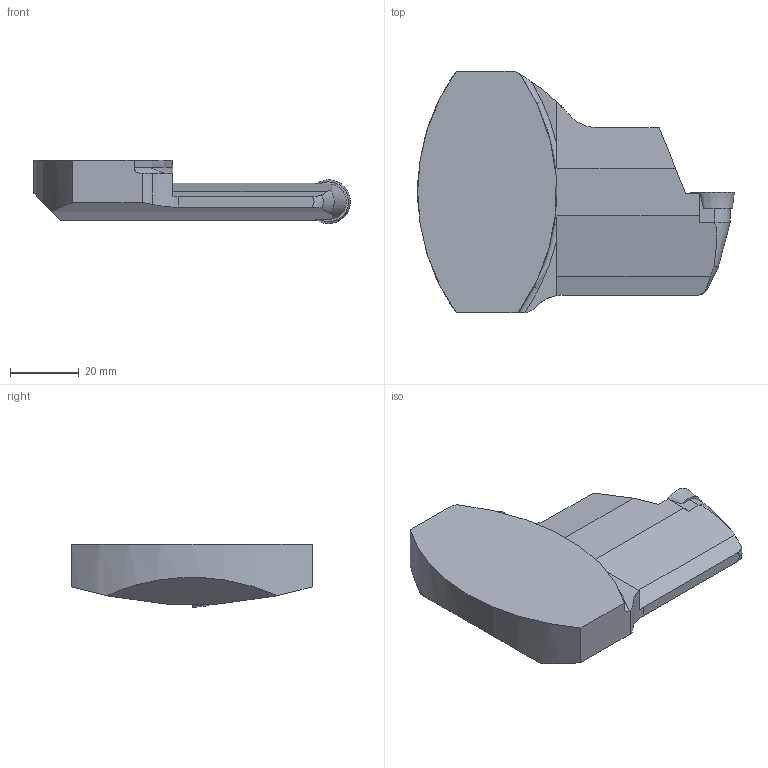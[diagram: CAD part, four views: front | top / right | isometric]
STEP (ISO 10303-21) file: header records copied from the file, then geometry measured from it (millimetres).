
FILE_DESCRIPTION(/* description */ (''),/* implementation_level */ '2;1');
FILE_NAME(/* name */ '1538711897147.stp',/* time_stamp */ '2018-10-05T09:28:37+06:00',/* author */ (''),/* organization */ ('SMS'),/* preprocessor_version */ 'ST-DEVELOPER v15',/* originating_system */ 'SIEMENS PLM Software NX 8.5',/* authorisation */ '');
FILE_SCHEMA (('AUTOMOTIVE_DESIGN { 1 0 10303 214 3 1 1 1 }'));
Length unit declared in the file: millimetre
Products named in the file (4): IsoTurningInsert; ASSEMBLY_CONSTRUCTION; 201783884mod000_00; 201783882mod000_00
Assembly tree (3 placements, depth 2):
  201783882mod000_00
    201783884mod000_00
    ASSEMBLY_CONSTRUCTION
    IsoTurningInsert
Bounding box: 91.88 x 70 x 18.33 mm (x, y, z)
Volume: 56393.1 mm3; surface area: 12744.8 mm2
Topology: 2 solids, 2 shells, 53 faces, 141 edges, 99 vertices
Faces by surface type: plane 29, cylinder 12, torus 6, cone 4, extrusion 1, bspline 1
Full cylindrical faces by diameter (mm): 4.4 x2
Entity records: 1875 total; most frequent: CARTESIAN_POINT 435, DIRECTION 287, ORIENTED_EDGE 252, EDGE_CURVE 126, AXIS2_PLACEMENT_3D 110, VERTEX_POINT 87, VECTOR 67, LINE 66
